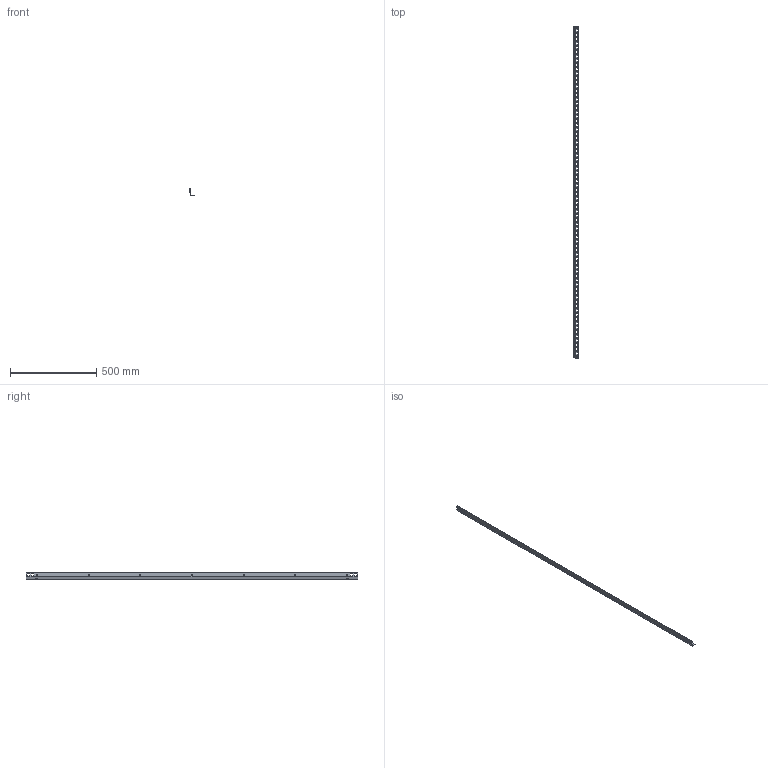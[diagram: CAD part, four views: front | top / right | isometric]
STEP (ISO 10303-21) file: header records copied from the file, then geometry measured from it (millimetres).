
FILE_DESCRIPTION (( 'STEP AP214' ), '1' );
FILE_NAME ('FO-00-UVF-200 FORMAT Óãîëîê âåðò. äëÿ ôàëüø-ïàí. âí. 2000 (2øò_êîìïë) IEK.STEP', '2022-04-21T09:32:25', ( '' ), ( '' ), 'SwSTEP 2.0', 'SolidWorks 2017', '' );
FILE_SCHEMA (( 'AUTOMOTIVE_DESIGN' ));
Length unit declared in the file: millimetre
Products named in the file (1): FO-00-UVF-200 FORMAT Óãîëîê âåðò. äëÿ ôàëüø-ïàí. âí. 2000 (2øò_êîìïë) IEK
Bounding box: 26.92 x 1927 x 38.4 mm (x, y, z)
Volume: 201335.9 mm3; surface area: 299894.9 mm2
Topology: 1 solids, 1 shells, 562 faces, 1660 edges, 1096 vertices
Faces by surface type: plane 365, cylinder 188, bspline 9
Entity records: 19748 total; most frequent: CARTESIAN_POINT 3720, ORIENTED_EDGE 3320, DIRECTION 3126, EDGE_CURVE 1660, LINE 1266, VECTOR 1266, VERTEX_POINT 1096, AXIS2_PLACEMENT_3D 930
